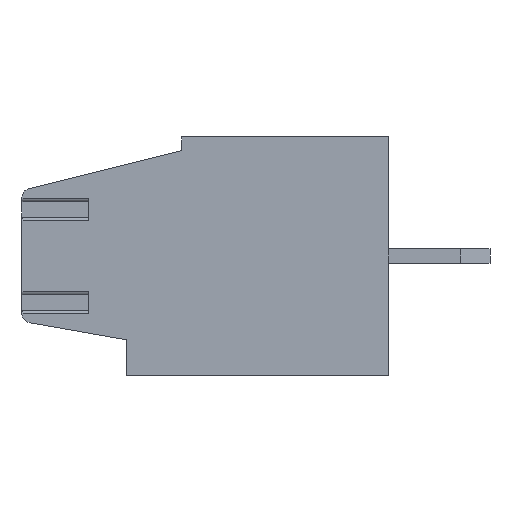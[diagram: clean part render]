
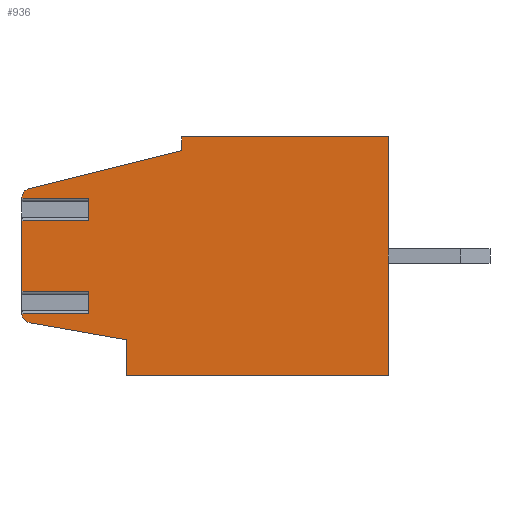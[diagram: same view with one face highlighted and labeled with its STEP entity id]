
A CAD part, left-side view. The second image highlights one B-rep face of the part: STEP entity #936.
In plain terms, the highlighted planar face has unit normal (-1, 0, 0).
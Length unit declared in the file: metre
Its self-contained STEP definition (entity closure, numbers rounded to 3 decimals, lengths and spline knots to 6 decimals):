
#936=ADVANCED_FACE('',(#1979),#1980,.F.);
#1979=FACE_OUTER_BOUND('',#3064,.T.);
#1980=PLANE('',#3065);
#3064=EDGE_LOOP('',(#5875,#5876,#5877,#5878,#5879,#5880,#5881,#5882,#5883,#5884,#5885,#5886,#5887,#5888,#5889,#5890,#5891,#5892));
#3065=AXIS2_PLACEMENT_3D('',#5893,#5894,#5895);
#5875=ORIENTED_EDGE('',*,*,#7131,.F.);
#5876=ORIENTED_EDGE('',*,*,#7512,.F.);
#5877=ORIENTED_EDGE('',*,*,#7513,.F.);
#5878=ORIENTED_EDGE('',*,*,#6901,.T.);
#5879=ORIENTED_EDGE('',*,*,#6722,.F.);
#5880=ORIENTED_EDGE('',*,*,#6381,.F.);
#5881=ORIENTED_EDGE('',*,*,#7126,.F.);
#5882=ORIENTED_EDGE('',*,*,#7283,.T.);
#5883=ORIENTED_EDGE('',*,*,#7514,.F.);
#5884=ORIENTED_EDGE('',*,*,#7014,.F.);
#5885=ORIENTED_EDGE('',*,*,#7138,.F.);
#5886=ORIENTED_EDGE('',*,*,#7482,.F.);
#5887=ORIENTED_EDGE('',*,*,#7515,.F.);
#5888=ORIENTED_EDGE('',*,*,#7462,.F.);
#5889=ORIENTED_EDGE('',*,*,#6799,.F.);
#5890=ORIENTED_EDGE('',*,*,#7243,.F.);
#5891=ORIENTED_EDGE('',*,*,#7265,.F.);
#5892=ORIENTED_EDGE('',*,*,#7148,.F.);
#5893=CARTESIAN_POINT('',(0.0,0.0123,-0.006098));
#5894=DIRECTION('',(1.0,0.,0.));
#5895=DIRECTION('',(0.,1.0,0.));
#6381=EDGE_CURVE('',#7638,#7633,#7640,.T.);
#6722=EDGE_CURVE('',#7633,#8238,#8239,.T.);
#6799=EDGE_CURVE('',#8372,#8368,#8374,.T.);
#6901=EDGE_CURVE('',#8535,#8238,#8536,.T.);
#7014=EDGE_CURVE('',#8706,#8708,#8709,.T.);
#7126=EDGE_CURVE('',#8866,#7638,#8868,.T.);
#7131=EDGE_CURVE('',#8873,#8875,#8876,.T.);
#7138=EDGE_CURVE('',#8884,#8706,#8886,.T.);
#7148=EDGE_CURVE('',#8875,#8897,#8901,.T.);
#7243=EDGE_CURVE('',#9019,#8372,#9021,.T.);
#7265=EDGE_CURVE('',#8897,#9019,#9050,.T.);
#7283=EDGE_CURVE('',#8866,#9067,#9069,.T.);
#7462=EDGE_CURVE('',#8368,#9288,#9289,.T.);
#7482=EDGE_CURVE('',#9310,#8884,#9312,.T.);
#7512=EDGE_CURVE('',#9343,#8873,#9344,.T.);
#7513=EDGE_CURVE('',#8535,#9343,#9345,.T.);
#7514=EDGE_CURVE('',#8708,#9067,#9346,.T.);
#7515=EDGE_CURVE('',#9288,#9310,#9347,.T.);
#7633=VERTEX_POINT('',#9488);
#7638=VERTEX_POINT('',#9494);
#7640=LINE('',#9496,#9497);
#8238=VERTEX_POINT('',#10352);
#8239=LINE('',#10353,#10354);
#8368=VERTEX_POINT('',#10523);
#8372=VERTEX_POINT('',#10529);
#8374=LINE('',#10532,#10533);
#8535=VERTEX_POINT('',#10801);
#8536=LINE('',#10802,#10803);
#8706=VERTEX_POINT('',#11050);
#8708=VERTEX_POINT('',#11053);
#8709=CIRCLE('',#11054,0.0003);
#8866=VERTEX_POINT('',#11317);
#8868=LINE('',#11319,#11320);
#8873=VERTEX_POINT('',#11326);
#8875=VERTEX_POINT('',#11328);
#8876=LINE('',#11329,#11330);
#8884=VERTEX_POINT('',#11340);
#8886=LINE('',#11343,#11344);
#8897=VERTEX_POINT('',#11359);
#8901=CIRCLE('',#11382,0.0003);
#9019=VERTEX_POINT('',#11564);
#9021=LINE('',#11567,#11568);
#9050=LINE('',#11607,#11608);
#9067=VERTEX_POINT('',#11630);
#9069=LINE('',#11632,#11633);
#9288=VERTEX_POINT('',#11987);
#9289=LINE('',#11988,#11989);
#9310=VERTEX_POINT('',#12027);
#9312=LINE('',#12030,#12031);
#9343=VERTEX_POINT('',#12073);
#9344=LINE('',#12074,#12075);
#9345=LINE('',#12076,#12077);
#9346=LINE('',#12078,#12079);
#9347=LINE('',#12080,#12081);
#9488=CARTESIAN_POINT('',(0.,0.0126,-0.005312));
#9494=CARTESIAN_POINT('',(0.,0.0103,-0.005312));
#9496=CARTESIAN_POINT('',(0.,0.0103,-0.005312));
#9497=VECTOR('',#12203,1.0);
#10352=CARTESIAN_POINT('',(0.,0.0126,-0.002888));
#10353=CARTESIAN_POINT('',(0.0,0.0126,-0.002084));
#10354=VECTOR('',#12610,1.0);
#10523=CARTESIAN_POINT('',(0.0,0.0,0.0));
#10529=CARTESIAN_POINT('',(0.0,0.0071,0.0));
#10532=CARTESIAN_POINT('',(0.0,0.0,0.0));
#10533=VECTOR('',#12735,1.0);
#10801=CARTESIAN_POINT('',(0.,0.0103,-0.002888));
#10802=CARTESIAN_POINT('',(0.,0.0103,-0.002888));
#10803=VECTOR('',#12831,1.0);
#11050=CARTESIAN_POINT('',(0.0,0.012352,-0.006394));
#11053=CARTESIAN_POINT('',(0.0,0.0126,-0.006098));
#11054=AXIS2_PLACEMENT_3D('',#12948,#12949,#12950);
#11317=CARTESIAN_POINT('',(0.,0.0103,-0.006095));
#11319=CARTESIAN_POINT('',(0.,0.0103,-0.005312));
#11320=VECTOR('',#13052,1.0);
#11326=CARTESIAN_POINT('',(0.,0.0126,-0.002105));
#11328=CARTESIAN_POINT('',(0.0,0.0126,-0.002084));
#11329=CARTESIAN_POINT('',(0.0,0.0126,-0.002084));
#11330=VECTOR('',#13060,1.0);
#11340=CARTESIAN_POINT('',(0.0,0.009,-0.006985));
#11343=CARTESIAN_POINT('',(0.0,0.012352,-0.006394));
#11344=VECTOR('',#13067,1.0);
#11359=CARTESIAN_POINT('',(0.0,0.012373,-0.001793));
#11382=AXIS2_PLACEMENT_3D('',#13076,#13077,#13078);
#11564=CARTESIAN_POINT('',(0.0,0.0071,-0.000479));
#11567=CARTESIAN_POINT('',(0.0,0.0071,0.0));
#11568=VECTOR('',#13158,1.0);
#11607=CARTESIAN_POINT('',(0.0,0.0071,-0.000479));
#11608=VECTOR('',#13184,1.0);
#11630=CARTESIAN_POINT('',(0.,0.0126,-0.006095));
#11632=CARTESIAN_POINT('',(0.,0.0103,-0.006095));
#11633=VECTOR('',#13196,1.0);
#11987=CARTESIAN_POINT('',(0.0,0.0,-0.0082));
#11988=CARTESIAN_POINT('',(0.0,0.0,-0.0082));
#11989=VECTOR('',#13334,1.0);
#12027=CARTESIAN_POINT('',(0.0,0.009,-0.0082));
#12030=CARTESIAN_POINT('',(0.0,0.009,-0.006985));
#12031=VECTOR('',#13353,1.0);
#12073=CARTESIAN_POINT('',(0.,0.0103,-0.002105));
#12074=CARTESIAN_POINT('',(0.,0.0103,-0.002105));
#12075=VECTOR('',#13365,1.0);
#12076=CARTESIAN_POINT('',(0.,0.0103,-0.002105));
#12077=VECTOR('',#13366,1.0);
#12078=CARTESIAN_POINT('',(0.0,0.0126,-0.002084));
#12079=VECTOR('',#13367,1.0);
#12080=CARTESIAN_POINT('',(0.0,0.009,-0.0082));
#12081=VECTOR('',#13368,1.0);
#12203=DIRECTION('',(0.0,1.0,0.0));
#12610=DIRECTION('',(0.,0.,1.0));
#12735=DIRECTION('',(0.,-1.0,0.));
#12831=DIRECTION('',(0.0,1.0,0.0));
#12948=CARTESIAN_POINT('',(0.0,0.0123,-0.006098));
#12949=DIRECTION('',(1.0,0.,0.));
#12950=DIRECTION('',(0.,-0.766,0.643));
#13052=DIRECTION('',(0.,0.,1.0));
#13060=DIRECTION('',(0.,0.,1.0));
#13067=DIRECTION('',(0.,0.985,0.174));
#13076=CARTESIAN_POINT('',(0.0,0.0123,-0.002084));
#13077=DIRECTION('',(1.0,0.,0.));
#13078=DIRECTION('',(0.,-0.788,-0.616));
#13158=DIRECTION('',(0.,0.,1.0));
#13184=DIRECTION('',(0.,-0.97,0.242));
#13196=DIRECTION('',(0.0,1.0,0.0));
#13334=DIRECTION('',(0.,0.,-1.0));
#13353=DIRECTION('',(0.,0.,1.0));
#13365=DIRECTION('',(0.0,1.0,0.0));
#13366=DIRECTION('',(0.,0.,1.0));
#13367=DIRECTION('',(0.,0.,1.0));
#13368=DIRECTION('',(0.,1.0,0.));
